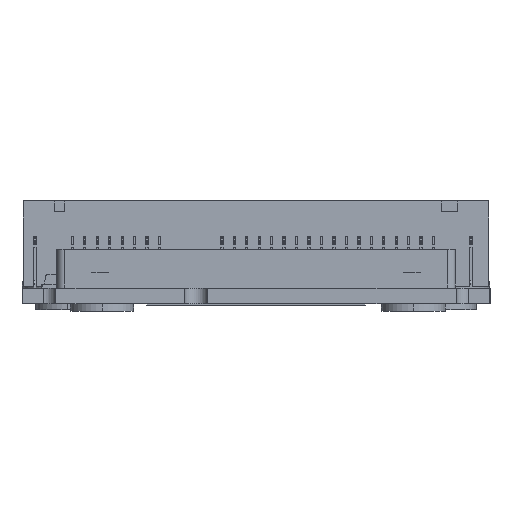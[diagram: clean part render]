
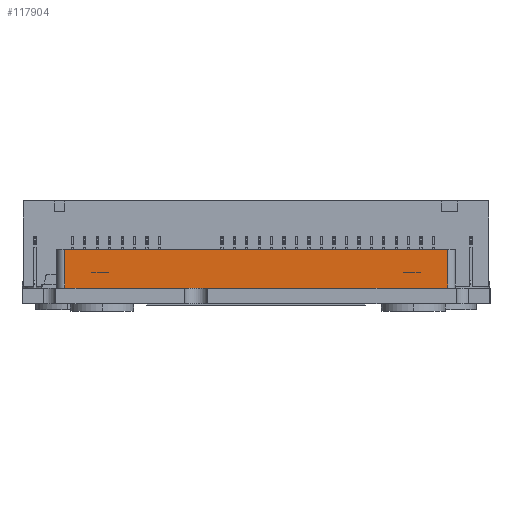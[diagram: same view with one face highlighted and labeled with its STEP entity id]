
A CAD part, front view. The second image highlights one B-rep face of the part: STEP entity #117904.
In plain terms, the highlighted face is planar.
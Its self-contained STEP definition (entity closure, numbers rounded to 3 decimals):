
#117640 = VERTEX_POINT('',#117641);
#117641 = CARTESIAN_POINT('',(-25.1,2.5,0.));
#117648 = EDGE_CURVE('',#117640,#117649,#117651,.T.);
#117649 = VERTEX_POINT('',#117650);
#117650 = CARTESIAN_POINT('',(-0.5,2.5,0.));
#117651 = LINE('',#117652,#117653);
#117652 = CARTESIAN_POINT('',(0.,2.5,0.));
#117653 = VECTOR('',#117654,1.);
#117654 = DIRECTION('',(1.,0.,0.));
#117771 = VERTEX_POINT('',#117772);
#117772 = CARTESIAN_POINT('',(-0.5,0.,0.));
#117779 = EDGE_CURVE('',#117780,#117771,#117782,.T.);
#117780 = VERTEX_POINT('',#117781);
#117781 = CARTESIAN_POINT('',(-25.1,0.,0.));
#117782 = LINE('',#117783,#117784);
#117783 = CARTESIAN_POINT('',(0.,0.,0.));
#117784 = VECTOR('',#117785,1.);
#117785 = DIRECTION('',(1.,0.,0.));
#117904 = ADVANCED_FACE('',(#117905),#117921,.F.);
#117905 = FACE_BOUND('',#117906,.T.);
#117906 = EDGE_LOOP('',(#117907,#117908,#117914,#117915));
#117907 = ORIENTED_EDGE('',*,*,#117779,.T.);
#117908 = ORIENTED_EDGE('',*,*,#117909,.T.);
#117909 = EDGE_CURVE('',#117771,#117649,#117910,.T.);
#117910 = LINE('',#117911,#117912);
#117911 = CARTESIAN_POINT('',(-0.5,2.5,0.));
#117912 = VECTOR('',#117913,1.);
#117913 = DIRECTION('',(0.,1.,0.));
#117914 = ORIENTED_EDGE('',*,*,#117648,.F.);
#117915 = ORIENTED_EDGE('',*,*,#117916,.T.);
#117916 = EDGE_CURVE('',#117640,#117780,#117917,.T.);
#117917 = LINE('',#117918,#117919);
#117918 = CARTESIAN_POINT('',(-25.1,2.5,0.));
#117919 = VECTOR('',#117920,1.);
#117920 = DIRECTION('',(0.,-1.,0.));
#117921 = PLANE('',#117922);
#117922 = AXIS2_PLACEMENT_3D('',#117923,#117924,#117925);
#117923 = CARTESIAN_POINT('',(0.,2.5,0.));
#117924 = DIRECTION('',(0.,0.,-1.));
#117925 = DIRECTION('',(-1.,0.,0.));
